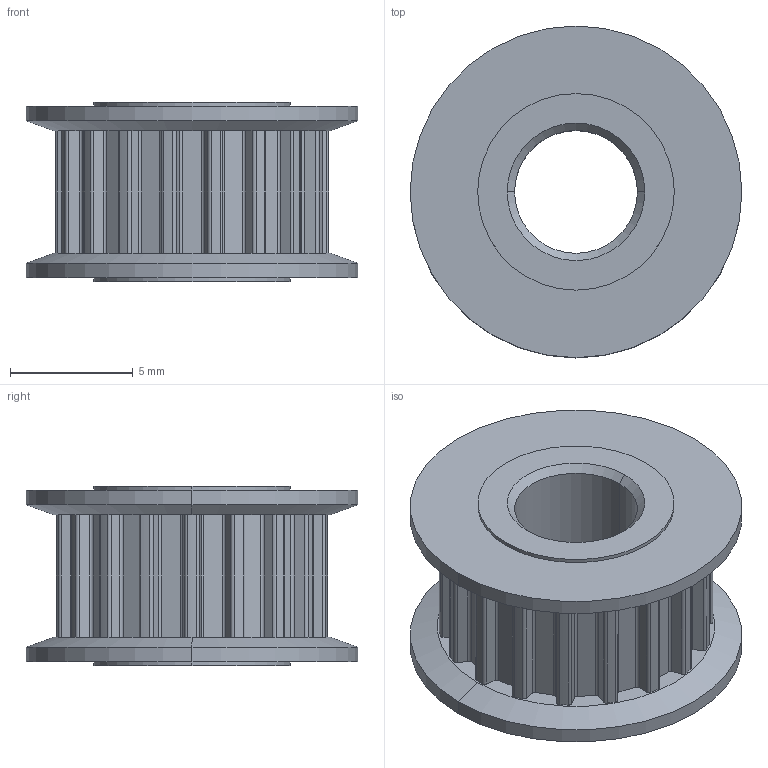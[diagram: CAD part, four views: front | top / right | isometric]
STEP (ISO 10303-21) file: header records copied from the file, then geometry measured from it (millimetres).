
FILE_DESCRIPTION (( 'STEP AP214' ), '1' );
FILE_NAME ('4333240000661.STEP', '2017-12-21T11:49:46', ( '13' ), ( '' ), 'SwSTEP 2.0', 'SolidWorks 2012', '' );
FILE_SCHEMA (( 'AUTOMOTIVE_DESIGN' ));
Length unit declared in the file: millimetre
Products named in the file (1): 4333240000661
Bounding box: 13.5 x 13.5 x 7.3 mm (x, y, z)
Volume: 561.4 mm3; surface area: 777.2 mm2
Topology: 1 solids, 1 shells, 169 faces, 481 edges, 318 vertices
Faces by surface type: cylinder 101, plane 60, cone 8
Entity records: 5619 total; most frequent: DIRECTION 1031, CARTESIAN_POINT 969, ORIENTED_EDGE 962, EDGE_CURVE 481, AXIS2_PLACEMENT_3D 380, VERTEX_POINT 318, VECTOR 271, LINE 271
